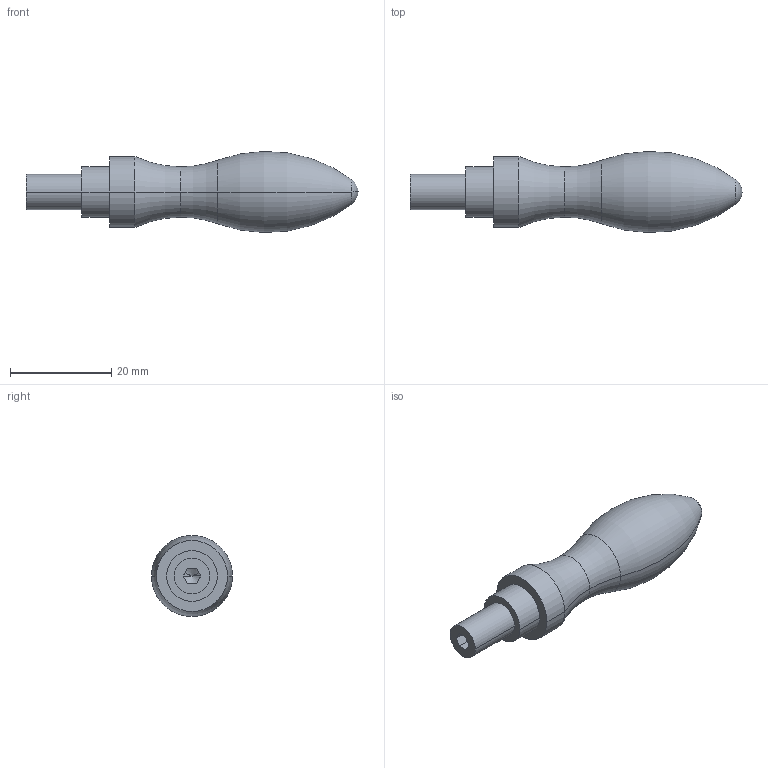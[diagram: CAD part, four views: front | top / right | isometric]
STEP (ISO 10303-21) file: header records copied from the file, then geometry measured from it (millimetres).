
FILE_DESCRIPTION(('STEP AP214'),'1');
FILE_NAME(' ',' ',('TraceParts'),('TraceParts S.A.'),'XStep 1.0',' ',' ');
FILE_SCHEMA(('automotive_design'));
Length unit declared in the file: millimetre
Products named in the file (1): 1
Bounding box: 65.5 x 15.99 x 15.99 mm (x, y, z)
Volume: 7049.2 mm3; surface area: 2591.5 mm2
Topology: 1 solids, 1 shells, 25 faces, 56 edges, 32 vertices
Faces by surface type: plane 9, torus 6, cylinder 6, cone 2, sphere 2
Entity records: 1306 total; most frequent: DIRECTION 124, CARTESIAN_POINT 122, STYLED_ITEM 110, PRESENTATION_STYLE_ASSIGNMENT 110, COLOUR_RGB 110, ORIENTED_EDGE 104, EDGE_CURVE 52, AXIS2_PLACEMENT_3D 52
